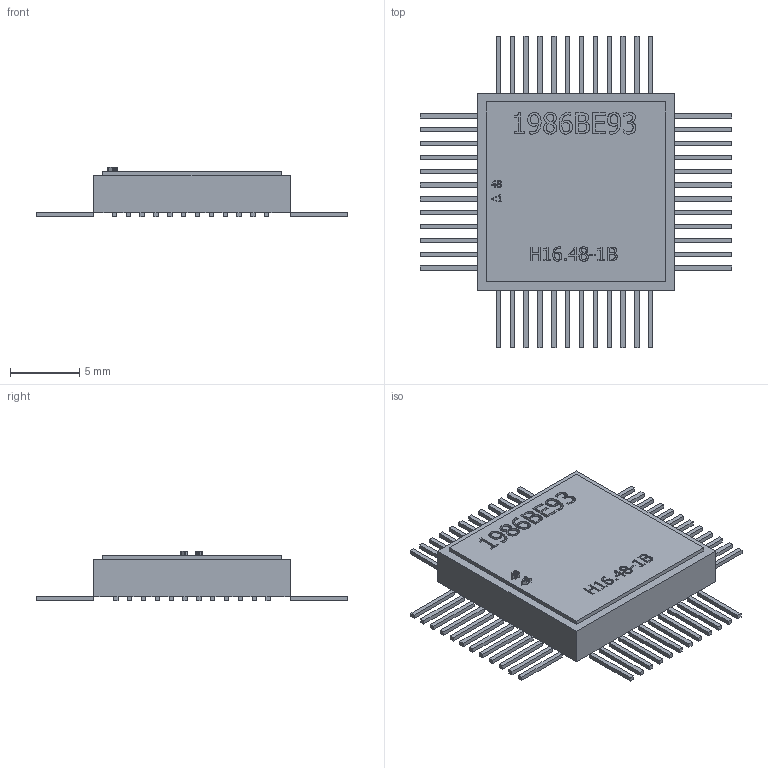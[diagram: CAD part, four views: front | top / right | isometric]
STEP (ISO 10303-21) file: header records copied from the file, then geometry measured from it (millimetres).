
FILE_DESCRIPTION (( 'STEP AP214' ), '1' );
FILE_NAME ('User Library-H16.48-1B.STEP', '2017-10-13T07:05:42', ( 'Windows User' ), ( '' ), 'SwSTEP 2.0', 'SolidWorks 2017', '' );
FILE_SCHEMA (( 'AUTOMOTIVE_DESIGN' ));
Length unit declared in the file: millimetre
Products named in the file (1): User Library-H16.48-1B
Bounding box: 22.5 x 22.5 x 3.6 mm (x, y, z)
Surface area: 858.6 mm2 (no closed solid volume)
Topology: 0 solids, 49 shells, 669 faces, 1791 edges, 1162 vertices
Faces by surface type: plane 485, bspline 184
Entity records: 22138 total; most frequent: CARTESIAN_POINT 6015, ORIENTED_EDGE 3390, DIRECTION 2395, EDGE_CURVE 1791, VECTOR 1423, LINE 1423, VERTEX_POINT 1162, EDGE_LOOP 707
